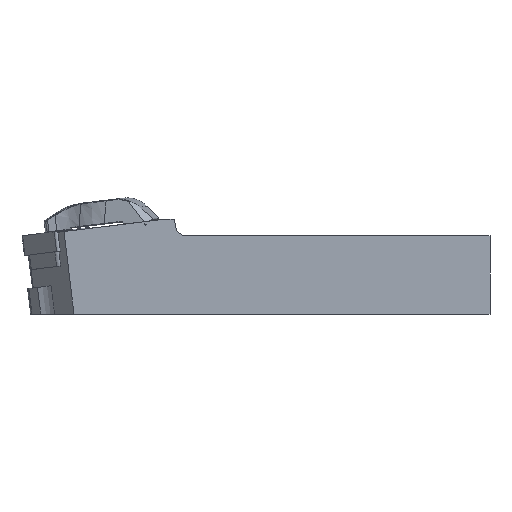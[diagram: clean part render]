
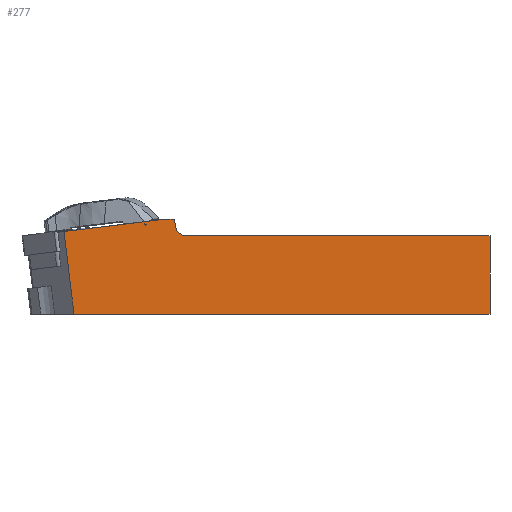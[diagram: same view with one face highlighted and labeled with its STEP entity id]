
A CAD part, front view. The second image highlights one B-rep face of the part: STEP entity #277.
In plain terms, the highlighted planar face has unit normal (0, -1, 0).
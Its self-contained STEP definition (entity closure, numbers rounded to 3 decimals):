
#211=FACE_BOUND('',#587,.T.);
#212=FACE_BOUND('',#588,.T.);
#277=ADVANCED_FACE('',(#211,#212),#402,.F.);
#402=PLANE('',#2201);
#587=EDGE_LOOP('',(#755,#756,#757,#758));
#588=EDGE_LOOP('',(#759,#760,#761,#762,#763,#764,#765,#766));
#755=ORIENTED_EDGE('',*,*,#1584,.F.);
#756=ORIENTED_EDGE('',*,*,#1585,.T.);
#757=ORIENTED_EDGE('',*,*,#1586,.T.);
#758=ORIENTED_EDGE('',*,*,#1587,.F.);
#759=ORIENTED_EDGE('',*,*,#1588,.F.);
#760=ORIENTED_EDGE('',*,*,#1564,.T.);
#761=ORIENTED_EDGE('',*,*,#1589,.T.);
#762=ORIENTED_EDGE('',*,*,#1590,.F.);
#763=ORIENTED_EDGE('',*,*,#1591,.F.);
#764=ORIENTED_EDGE('',*,*,#1592,.F.);
#765=ORIENTED_EDGE('',*,*,#1593,.T.);
#766=ORIENTED_EDGE('',*,*,#1581,.F.);
#1359=VERTEX_POINT('',#2901);
#1360=VERTEX_POINT('',#2903);
#1375=VERTEX_POINT('',#2947);
#1377=VERTEX_POINT('',#2950);
#1379=VERTEX_POINT('',#2956);
#1380=VERTEX_POINT('',#2957);
#1381=VERTEX_POINT('',#2959);
#1382=VERTEX_POINT('',#2961);
#1383=VERTEX_POINT('',#2965);
#1384=VERTEX_POINT('',#2967);
#1385=VERTEX_POINT('',#2969);
#1386=VERTEX_POINT('',#2971);
#1564=EDGE_CURVE('',#1360,#1359,#1879,.T.);
#1581=EDGE_CURVE('',#1375,#1377,#1893,.T.);
#1584=EDGE_CURVE('',#1379,#1380,#1896,.T.);
#1585=EDGE_CURVE('',#1379,#1381,#1897,.T.);
#1586=EDGE_CURVE('',#1381,#1382,#1898,.T.);
#1587=EDGE_CURVE('',#1380,#1382,#1899,.T.);
#1588=EDGE_CURVE('',#1360,#1375,#1900,.T.);
#1589=EDGE_CURVE('',#1359,#1383,#1901,.T.);
#1590=EDGE_CURVE('',#1384,#1383,#1902,.T.);
#1591=EDGE_CURVE('',#1385,#1384,#1903,.T.);
#1592=EDGE_CURVE('',#1386,#1385,#1904,.T.);
#1593=EDGE_CURVE('',#1386,#1377,#1905,.T.);
#1879=LINE('',#2902,#2042);
#1893=LINE('',#2949,#2056);
#1896=LINE('',#2955,#2059);
#1897=LINE('',#2958,#2060);
#1898=LINE('',#2960,#2061);
#1899=LINE('',#2962,#2062);
#1900=LINE('',#2963,#2063);
#1901=LINE('',#2964,#2064);
#1902=LINE('',#2966,#2065);
#1903=LINE('',#2968,#2066);
#1904=LINE('',#2970,#2067);
#1905=LINE('',#2972,#2068);
#2042=VECTOR('',#2393,1.);
#2056=VECTOR('',#2411,1.);
#2059=VECTOR('',#2416,1.);
#2060=VECTOR('',#2417,1.);
#2061=VECTOR('',#2418,1.);
#2062=VECTOR('',#2419,1.);
#2063=VECTOR('',#2420,1.);
#2064=VECTOR('',#2421,1.);
#2065=VECTOR('',#2422,1.);
#2066=VECTOR('',#2423,1.);
#2067=VECTOR('',#2424,1.);
#2068=VECTOR('',#2425,1.);
#2201=AXIS2_PLACEMENT_3D('',#2973,#2426,#2427);
#2393=DIRECTION('',(-0.993,0.,-0.122));
#2411=DIRECTION('',(0.174,0.,-0.985));
#2416=DIRECTION('',(-0.696,0.,0.718));
#2417=DIRECTION('',(-0.226,0.,-0.974));
#2418=DIRECTION('',(-0.786,0.,-0.618));
#2419=DIRECTION('',(0.122,0.,-0.993));
#2420=DIRECTION('',(1.,0.,0.));
#2421=DIRECTION('',(0.122,0.,-0.993));
#2422=DIRECTION('',(-1.,0.,0.));
#2423=DIRECTION('',(0.,0.,-1.));
#2424=DIRECTION('',(1.,0.,0.));
#2425=DIRECTION('',(-0.819,0.,0.574));
#2426=DIRECTION('',(0.,1.,0.));
#2427=DIRECTION('',(-1.,0.,0.));
#2901=CARTESIAN_POINT('',(13.742,-25.,1.394));
#2902=CARTESIAN_POINT('',(-6.146,-25.,-1.048));
#2903=CARTESIAN_POINT('',(45.555,-25.,5.3));
#2947=CARTESIAN_POINT('',(49.065,-25.,5.3));
#2949=CARTESIAN_POINT('',(38.171,-25.,67.083));
#2950=CARTESIAN_POINT('',(49.718,-25.,1.598));
#2955=CARTESIAN_POINT('',(-8.498,-25.,53.697));
#2956=CARTESIAN_POINT('',(39.992,-25.,3.704));
#2957=CARTESIAN_POINT('',(39.605,-25.,4.104));
#2958=CARTESIAN_POINT('',(50.227,-25.,47.909));
#2959=CARTESIAN_POINT('',(39.979,-25.,3.644));
#2960=CARTESIAN_POINT('',(41.414,-25.,4.772));
#2961=CARTESIAN_POINT('',(39.689,-25.,3.416));
#2962=CARTESIAN_POINT('',(32.225,-25.,64.202));
#2963=CARTESIAN_POINT('',(-2.,-25.,5.3));
#2964=CARTESIAN_POINT('',(15.777,-25.,-15.182));
#2965=CARTESIAN_POINT('',(16.983,-25.,-25.));
#2966=CARTESIAN_POINT('',(-2.,-25.,-25.));
#2967=CARTESIAN_POINT('',(150.,-25.,-25.));
#2968=CARTESIAN_POINT('',(150.,-25.,60.));
#2969=CARTESIAN_POINT('',(150.,-25.,0.));
#2970=CARTESIAN_POINT('',(-2.,-25.,0.));
#2971=CARTESIAN_POINT('',(52.,-25.,0.));
#2972=CARTESIAN_POINT('',(-12.425,-25.,45.111));
#2973=CARTESIAN_POINT('',(-2.,-25.,60.));
